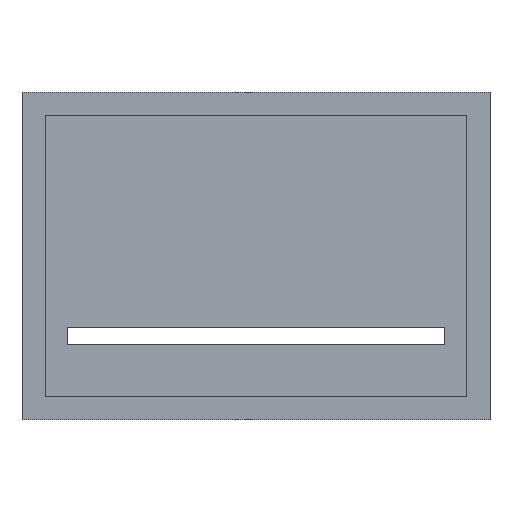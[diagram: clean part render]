
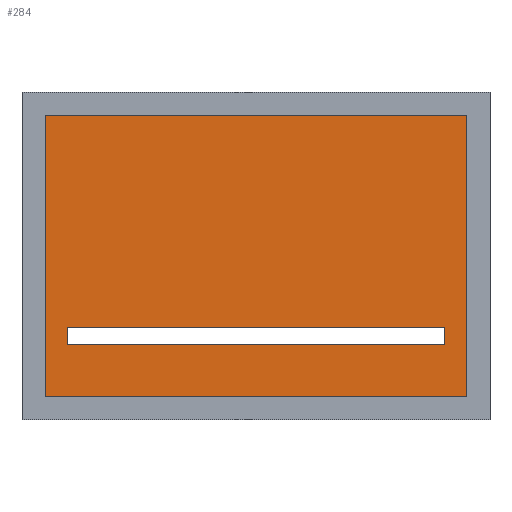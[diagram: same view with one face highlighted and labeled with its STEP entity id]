
A CAD part, front view. The second image highlights one B-rep face of the part: STEP entity #284.
In plain terms, the highlighted planar face has unit normal (0, -1, 0).
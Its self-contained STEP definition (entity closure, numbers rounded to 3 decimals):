
#17=FACE_BOUND('',#50,.T.);
#32=FACE_OUTER_BOUND('',#49,.T.);
#49=EDGE_LOOP('',(#247,#248,#249,#250));
#50=EDGE_LOOP('',(#251,#252,#253,#254));
#51=LINE('',#392,#87);
#55=LINE('',#400,#91);
#58=LINE('',#406,#94);
#61=LINE('',#411,#97);
#67=LINE('',#425,#103);
#71=LINE('',#433,#107);
#74=LINE('',#439,#110);
#77=LINE('',#444,#113);
#87=VECTOR('',#324,10.);
#91=VECTOR('',#330,10.);
#94=VECTOR('',#335,10.);
#97=VECTOR('',#340,10.);
#103=VECTOR('',#350,10.);
#107=VECTOR('',#356,10.);
#110=VECTOR('',#361,10.);
#113=VECTOR('',#366,10.);
#123=VERTEX_POINT('',#390);
#124=VERTEX_POINT('',#391);
#127=VERTEX_POINT('',#399);
#129=VERTEX_POINT('',#405);
#135=VERTEX_POINT('',#423);
#136=VERTEX_POINT('',#424);
#139=VERTEX_POINT('',#432);
#141=VERTEX_POINT('',#438);
#147=EDGE_CURVE('',#123,#124,#51,.T.);
#151=EDGE_CURVE('',#124,#127,#55,.T.);
#154=EDGE_CURVE('',#127,#129,#58,.T.);
#157=EDGE_CURVE('',#129,#123,#61,.T.);
#163=EDGE_CURVE('',#135,#136,#67,.T.);
#167=EDGE_CURVE('',#139,#135,#71,.T.);
#170=EDGE_CURVE('',#141,#139,#74,.T.);
#173=EDGE_CURVE('',#136,#141,#77,.T.);
#247=ORIENTED_EDGE('',*,*,#147,.T.);
#248=ORIENTED_EDGE('',*,*,#151,.T.);
#249=ORIENTED_EDGE('',*,*,#154,.T.);
#250=ORIENTED_EDGE('',*,*,#157,.T.);
#251=ORIENTED_EDGE('',*,*,#173,.F.);
#252=ORIENTED_EDGE('',*,*,#163,.F.);
#253=ORIENTED_EDGE('',*,*,#167,.F.);
#254=ORIENTED_EDGE('',*,*,#170,.F.);
#269=PLANE('',#319);
#284=ADVANCED_FACE('',(#32,#17),#269,.F.);
#319=AXIS2_PLACEMENT_3D('',#463,#386,#387);
#324=DIRECTION('',(1.,0.,0.));
#330=DIRECTION('',(0.,0.,1.));
#335=DIRECTION('',(-1.,0.,0.));
#340=DIRECTION('',(0.,0.,-1.));
#350=DIRECTION('',(-1.,0.,0.));
#356=DIRECTION('',(0.,0.,1.));
#361=DIRECTION('',(1.,0.,0.));
#366=DIRECTION('',(0.,0.,-1.));
#386=DIRECTION('center_axis',(0.,1.,0.));
#387=DIRECTION('ref_axis',(0.,0.,1.));
#390=CARTESIAN_POINT('',(-9.075,0.,-6.05));
#391=CARTESIAN_POINT('',(9.075,0.,-6.05));
#392=CARTESIAN_POINT('',(4.538,0.,-6.05));
#399=CARTESIAN_POINT('',(9.075,0.,6.05));
#400=CARTESIAN_POINT('',(9.075,0.,3.025));
#405=CARTESIAN_POINT('',(-9.075,0.,6.05));
#406=CARTESIAN_POINT('',(-4.538,0.,6.05));
#411=CARTESIAN_POINT('',(-9.075,0.,-3.025));
#423=CARTESIAN_POINT('',(8.125,0.,-3.075));
#424=CARTESIAN_POINT('',(-8.125,0.,-3.075));
#425=CARTESIAN_POINT('',(8.125,0.,-3.075));
#432=CARTESIAN_POINT('',(8.125,0.,-3.825));
#433=CARTESIAN_POINT('',(8.125,0.,-3.825));
#438=CARTESIAN_POINT('',(-8.125,0.,-3.825));
#439=CARTESIAN_POINT('',(-8.125,0.,-3.825));
#444=CARTESIAN_POINT('',(-8.125,0.,-3.075));
#463=CARTESIAN_POINT('Origin',(0.,0.,0.));
